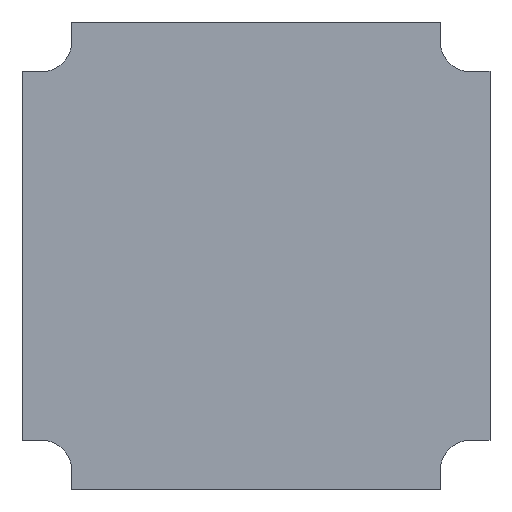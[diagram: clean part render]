
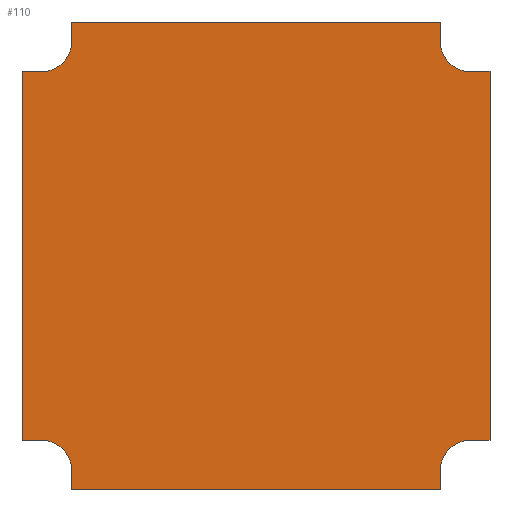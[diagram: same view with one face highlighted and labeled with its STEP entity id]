
A CAD part, front view. The second image highlights one B-rep face of the part: STEP entity #110.
In plain terms, the highlighted planar face has unit normal (0, -1, 0).
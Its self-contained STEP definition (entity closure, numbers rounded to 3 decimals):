
#7 = DIRECTION ( 'NONE',  ( 0., 1., 0. ) ) ;
#39 = EDGE_CURVE ( 'NONE', #1281, #2212, #1751, .T. ) ;
#41 = ORIENTED_EDGE ( 'NONE', *, *, #2271, .F. ) ;
#90 = DIRECTION ( 'NONE',  ( 0., 0., -1. ) ) ;
#110 = ADVANCED_FACE ( 'NONE', ( #360 ), #2254, .F. ) ;
#148 = CARTESIAN_POINT ( 'NONE',  ( -41., 0., -52. ) ) ;
#159 = VERTEX_POINT ( 'NONE', #2287 ) ;
#183 = CARTESIAN_POINT ( 'NONE',  ( -47.507, 0., -47.507 ) ) ;
#200 = CARTESIAN_POINT ( 'NONE',  ( -41., 0., -52. ) ) ;
#204 = DIRECTION ( 'NONE',  ( 0., 0., 1. ) ) ;
#230 = ORIENTED_EDGE ( 'NONE', *, *, #799, .F. ) ;
#247 = EDGE_CURVE ( 'NONE', #1085, #2543, #1404, .T. ) ;
#251 = CARTESIAN_POINT ( 'NONE',  ( 41., 0., 52. ) ) ;
#253 = ORIENTED_EDGE ( 'NONE', *, *, #568, .F. ) ;
#257 = DIRECTION ( 'NONE',  ( 1., 0., 0. ) ) ;
#289 = DIRECTION ( 'NONE',  ( 0., -1., 0. ) ) ;
#319 = ORIENTED_EDGE ( 'NONE', *, *, #1674, .F. ) ;
#360 = FACE_OUTER_BOUND ( 'NONE', #2178, .T. ) ;
#375 = DIRECTION ( 'NONE',  ( 0., -1., 0. ) ) ;
#379 = EDGE_CURVE ( 'NONE', #159, #1488, #1769, .T. ) ;
#383 = CARTESIAN_POINT ( 'NONE',  ( -41., 0., -52. ) ) ;
#386 = DIRECTION ( 'NONE',  ( 0., 0., 1. ) ) ;
#404 = CARTESIAN_POINT ( 'NONE',  ( 47.507, 0., 47.507 ) ) ;
#461 = ORIENTED_EDGE ( 'NONE', *, *, #379, .F. ) ;
#467 = EDGE_CURVE ( 'NONE', #1726, #2088, #1344, .T. ) ;
#485 = VECTOR ( 'NONE', #922, 1000. ) ;
#497 = DIRECTION ( 'NONE',  ( -1., 0., 0. ) ) ;
#500 = ORIENTED_EDGE ( 'NONE', *, *, #1680, .F. ) ;
#501 = CARTESIAN_POINT ( 'NONE',  ( 41., 0., 52. ) ) ;
#525 = LINE ( 'NONE', #537, #1963 ) ;
#527 = LINE ( 'NONE', #1248, #824 ) ;
#537 = CARTESIAN_POINT ( 'NONE',  ( 47.507, 0., -41. ) ) ;
#557 = CARTESIAN_POINT ( 'NONE',  ( 47.507, 0., 41. ) ) ;
#568 = EDGE_CURVE ( 'NONE', #2213, #1085, #782, .T. ) ;
#586 = EDGE_CURVE ( 'NONE', #2543, #159, #2349, .T. ) ;
#603 = DIRECTION ( 'NONE',  ( 0., 0., 1. ) ) ;
#612 = VERTEX_POINT ( 'NONE', #1950 ) ;
#614 = CARTESIAN_POINT ( 'NONE',  ( 41., 0., -52. ) ) ;
#620 = LINE ( 'NONE', #2155, #485 ) ;
#644 = EDGE_CURVE ( 'NONE', #1488, #1945, #620, .T. ) ;
#782 = LINE ( 'NONE', #1729, #1588 ) ;
#785 = VECTOR ( 'NONE', #929, 1000. ) ;
#799 = EDGE_CURVE ( 'NONE', #840, #612, #816, .T. ) ;
#800 = ORIENTED_EDGE ( 'NONE', *, *, #1847, .F. ) ;
#806 = ORIENTED_EDGE ( 'NONE', *, *, #247, .F. ) ;
#808 = VECTOR ( 'NONE', #90, 1000. ) ;
#816 = CIRCLE ( 'NONE', #2522, 6.507 ) ;
#824 = VECTOR ( 'NONE', #1838, 1000. ) ;
#826 = CARTESIAN_POINT ( 'NONE',  ( 41., 0., -52. ) ) ;
#831 = ORIENTED_EDGE ( 'NONE', *, *, #962, .F. ) ;
#835 = CARTESIAN_POINT ( 'NONE',  ( -47.507, 0., 47.507 ) ) ;
#840 = VERTEX_POINT ( 'NONE', #1735 ) ;
#858 = CARTESIAN_POINT ( 'NONE',  ( 47.507, 0., 41. ) ) ;
#920 = DIRECTION ( 'NONE',  ( 0., 0., 1. ) ) ;
#922 = DIRECTION ( 'NONE',  ( 0., 0., 1. ) ) ;
#929 = DIRECTION ( 'NONE',  ( 0., 0., 1. ) ) ;
#946 = LINE ( 'NONE', #2361, #808 ) ;
#962 = EDGE_CURVE ( 'NONE', #612, #2532, #1215, .T. ) ;
#965 = DIRECTION ( 'NONE',  ( 0., 0., 1. ) ) ;
#997 = DIRECTION ( 'NONE',  ( 0., 0., 1. ) ) ;
#1081 = VERTEX_POINT ( 'NONE', #2066 ) ;
#1085 = VERTEX_POINT ( 'NONE', #2274 ) ;
#1088 = AXIS2_PLACEMENT_3D ( 'NONE', #835, #7, #204 ) ;
#1191 = AXIS2_PLACEMENT_3D ( 'NONE', #1403, #375, #997 ) ;
#1196 = VECTOR ( 'NONE', #603, 1000. ) ;
#1206 = CARTESIAN_POINT ( 'NONE',  ( -52., 0., 41. ) ) ;
#1215 = LINE ( 'NONE', #614, #1247 ) ;
#1219 = CARTESIAN_POINT ( 'NONE',  ( -41., 0., -47.507 ) ) ;
#1247 = VECTOR ( 'NONE', #1423, 1000. ) ;
#1248 = CARTESIAN_POINT ( 'NONE',  ( 52., 0., -41. ) ) ;
#1281 = VERTEX_POINT ( 'NONE', #383 ) ;
#1309 = ORIENTED_EDGE ( 'NONE', *, *, #39, .F. ) ;
#1344 = LINE ( 'NONE', #858, #2535 ) ;
#1351 = CARTESIAN_POINT ( 'NONE',  ( -52., 0., 41. ) ) ;
#1389 = DIRECTION ( 'NONE',  ( 0., -1., 0. ) ) ;
#1403 = CARTESIAN_POINT ( 'NONE',  ( -47.507, 0., 47.507 ) ) ;
#1404 = LINE ( 'NONE', #1351, #785 ) ;
#1422 = VERTEX_POINT ( 'NONE', #251 ) ;
#1423 = DIRECTION ( 'NONE',  ( 0., 0., -1. ) ) ;
#1424 = ORIENTED_EDGE ( 'NONE', *, *, #2237, .F. ) ;
#1488 = VERTEX_POINT ( 'NONE', #2071 ) ;
#1547 = CARTESIAN_POINT ( 'NONE',  ( -52., 0., 41. ) ) ;
#1572 = DIRECTION ( 'NONE',  ( -1., 0., 0. ) ) ;
#1587 = DIRECTION ( 'NONE',  ( -1., 0., 0. ) ) ;
#1588 = VECTOR ( 'NONE', #497, 1000. ) ;
#1613 = CARTESIAN_POINT ( 'NONE',  ( -47.507, 0., -41. ) ) ;
#1626 = LINE ( 'NONE', #501, #1720 ) ;
#1674 = EDGE_CURVE ( 'NONE', #2212, #2213, #1762, .T. ) ;
#1680 = EDGE_CURVE ( 'NONE', #2532, #1281, #1991, .T. ) ;
#1682 = VECTOR ( 'NONE', #1587, 1000. ) ;
#1720 = VECTOR ( 'NONE', #1939, 1000. ) ;
#1726 = VERTEX_POINT ( 'NONE', #557 ) ;
#1729 = CARTESIAN_POINT ( 'NONE',  ( -52., 0., -41. ) ) ;
#1735 = CARTESIAN_POINT ( 'NONE',  ( 47.507, 0., -41. ) ) ;
#1739 = VERTEX_POINT ( 'NONE', #2470 ) ;
#1746 = CARTESIAN_POINT ( 'NONE',  ( 47.507, 0., -47.507 ) ) ;
#1751 = LINE ( 'NONE', #200, #1196 ) ;
#1752 = DIRECTION ( 'NONE',  ( 0., -1., 0. ) ) ;
#1762 = CIRCLE ( 'NONE', #1974, 6.507 ) ;
#1769 = CIRCLE ( 'NONE', #1191, 6.507 ) ;
#1838 = DIRECTION ( 'NONE',  ( 0., 0., -1. ) ) ;
#1847 = EDGE_CURVE ( 'NONE', #1422, #1081, #946, .T. ) ;
#1917 = DIRECTION ( 'NONE',  ( 1., 0., 0. ) ) ;
#1923 = ORIENTED_EDGE ( 'NONE', *, *, #644, .F. ) ;
#1927 = CARTESIAN_POINT ( 'NONE',  ( -41., 0., 52. ) ) ;
#1939 = DIRECTION ( 'NONE',  ( 1., 0., 0. ) ) ;
#1945 = VERTEX_POINT ( 'NONE', #1927 ) ;
#1950 = CARTESIAN_POINT ( 'NONE',  ( 41., 0., -47.507 ) ) ;
#1963 = VECTOR ( 'NONE', #1572, 1000. ) ;
#1965 = CIRCLE ( 'NONE', #1993, 6.507 ) ;
#1974 = AXIS2_PLACEMENT_3D ( 'NONE', #183, #1389, #386 ) ;
#1991 = LINE ( 'NONE', #148, #1682 ) ;
#1993 = AXIS2_PLACEMENT_3D ( 'NONE', #404, #289, #965 ) ;
#2018 = ORIENTED_EDGE ( 'NONE', *, *, #586, .F. ) ;
#2047 = ORIENTED_EDGE ( 'NONE', *, *, #2412, .F. ) ;
#2066 = CARTESIAN_POINT ( 'NONE',  ( 41., 0., 47.507 ) ) ;
#2071 = CARTESIAN_POINT ( 'NONE',  ( -41., 0., 47.507 ) ) ;
#2088 = VERTEX_POINT ( 'NONE', #2573 ) ;
#2098 = ORIENTED_EDGE ( 'NONE', *, *, #467, .F. ) ;
#2100 = EDGE_CURVE ( 'NONE', #1081, #1726, #1965, .T. ) ;
#2155 = CARTESIAN_POINT ( 'NONE',  ( -41., 0., 47.507 ) ) ;
#2178 = EDGE_LOOP ( 'NONE', ( #2018, #806, #253, #319, #1309, #500, #831, #230, #2047, #41, #2098, #2524, #800, #1424, #1923, #461 ) ) ;
#2212 = VERTEX_POINT ( 'NONE', #1219 ) ;
#2213 = VERTEX_POINT ( 'NONE', #1613 ) ;
#2237 = EDGE_CURVE ( 'NONE', #1945, #1422, #1626, .T. ) ;
#2254 = PLANE ( 'NONE',  #1088 ) ;
#2271 = EDGE_CURVE ( 'NONE', #2088, #1739, #527, .T. ) ;
#2274 = CARTESIAN_POINT ( 'NONE',  ( -52., 0., -41. ) ) ;
#2287 = CARTESIAN_POINT ( 'NONE',  ( -47.507, 0., 41. ) ) ;
#2349 = LINE ( 'NONE', #1547, #2447 ) ;
#2361 = CARTESIAN_POINT ( 'NONE',  ( 41., 0., 47.507 ) ) ;
#2412 = EDGE_CURVE ( 'NONE', #1739, #840, #525, .T. ) ;
#2447 = VECTOR ( 'NONE', #1917, 1000. ) ;
#2470 = CARTESIAN_POINT ( 'NONE',  ( 52., 0., -41. ) ) ;
#2522 = AXIS2_PLACEMENT_3D ( 'NONE', #1746, #1752, #920 ) ;
#2524 = ORIENTED_EDGE ( 'NONE', *, *, #2100, .F. ) ;
#2532 = VERTEX_POINT ( 'NONE', #826 ) ;
#2535 = VECTOR ( 'NONE', #257, 1000. ) ;
#2543 = VERTEX_POINT ( 'NONE', #1206 ) ;
#2573 = CARTESIAN_POINT ( 'NONE',  ( 52., 0., 41. ) ) ;
